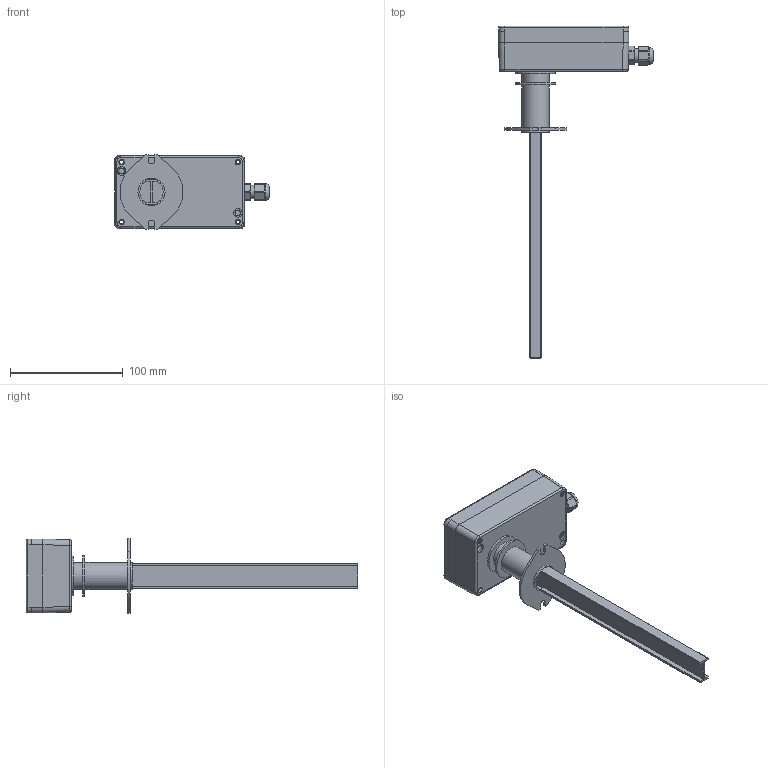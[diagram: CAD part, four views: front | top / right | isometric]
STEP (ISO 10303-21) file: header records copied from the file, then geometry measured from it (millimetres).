
FILE_DESCRIPTION(/* description */ (''),/* implementation_level */ '2;1');
FILE_NAME(/* name */ 'Si-xxxJ2xx.step',/* time_stamp */ '2021-07-29T13:50:40+02:00',/* author */ (''),/* organization */ (''),/* preprocessor_version */ 'ST-DEVELOPER v18.1',/* originating_system */ 'Autodesk Translation Framework v10.9.0.1377',/* authorisation */ '');
FILE_SCHEMA (('AUTOMOTIVE_DESIGN { 1 0 10303 214 3 1 1 }'));
Length unit declared in the file: millimetre
Products named in the file (7): Si-xxxJ2xx; G203_C; G203; 1550Z111 BOX; 1550Z106 LID; J2; M12_dlawnica
Assembly tree (6 placements, depth 4):
  Si-xxxJ2xx
    G203_C
      G203
        1550Z111 BOX
        1550Z106 LID
    J2
    M12_dlawnica
Bounding box: 137.21 x 294.2 x 66 mm (x, y, z)
Volume: 123577.7 mm3; surface area: 94459.1 mm2
Topology: 4 solids, 4 shells, 327 faces, 793 edges, 499 vertices
Faces by surface type: plane 129, cylinder 108, cone 50, torus 32, bspline 8
Full cylindrical faces by diameter (mm): 3.5 x4, 4 x1, 4.2 x4, 4.966 x2, 5.5 x5, 7.68 x2, 8 x4, 9 x1, 9.957 x1, 12 x2, 15 x1, 24 x3, 25 x2, 29 x1, 35 x1, 36 x1
Entity records: 10073 total; most frequent: CARTESIAN_POINT 1816, DIRECTION 1796, ORIENTED_EDGE 1586, EDGE_CURVE 793, AXIS2_PLACEMENT_3D 695, VERTEX_POINT 499, LINE 406, VECTOR 406
